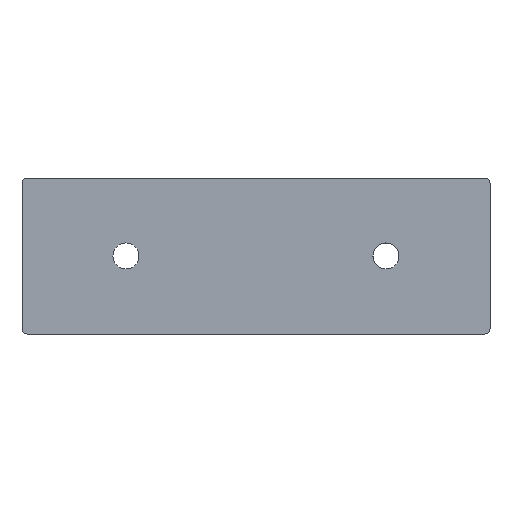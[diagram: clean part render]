
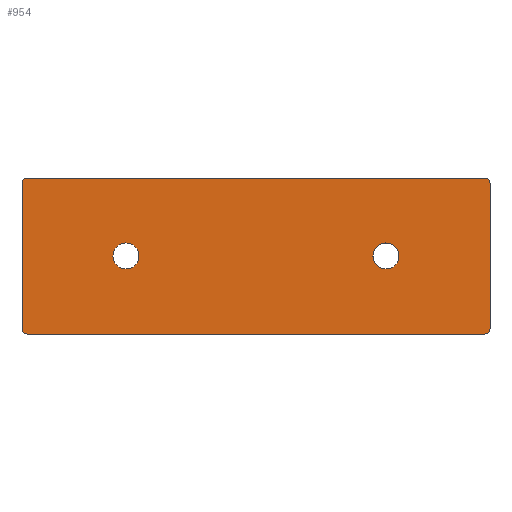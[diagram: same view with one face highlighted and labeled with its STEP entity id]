
A CAD part, left-side view. The second image highlights one B-rep face of the part: STEP entity #954.
In plain terms, the highlighted planar face has unit normal (-1, 0, 0).
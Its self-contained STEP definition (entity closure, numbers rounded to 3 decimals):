
#19=FACE_BOUND('',#169,.T.);
#20=FACE_BOUND('',#170,.T.);
#33=PLANE('',#1093);
#108=FACE_OUTER_BOUND('',#168,.T.);
#168=EDGE_LOOP('',(#841,#842,#843,#844,#845,#846,#847,#848));
#169=EDGE_LOOP('',(#849));
#170=EDGE_LOOP('',(#850));
#192=LINE('',#1552,#254);
#216=LINE('',#1628,#278);
#232=LINE('',#1788,#294);
#233=LINE('',#1790,#295);
#254=VECTOR('',#1213,10.);
#278=VECTOR('',#1289,10.);
#294=VECTOR('',#1403,10.);
#295=VECTOR('',#1406,10.);
#296=CIRCLE('',#971,1.);
#329=CIRCLE('',#1016,1.);
#340=CIRCLE('',#1045,1.);
#365=CIRCLE('',#1082,1.);
#368=CIRCLE('',#1087,2.5);
#370=CIRCLE('',#1091,2.5);
#371=VERTEX_POINT('',#1411);
#372=VERTEX_POINT('',#1412);
#405=VERTEX_POINT('',#1542);
#406=VERTEX_POINT('',#1543);
#408=VERTEX_POINT('',#1550);
#427=VERTEX_POINT('',#1627);
#428=VERTEX_POINT('',#1631);
#445=VERTEX_POINT('',#1729);
#449=VERTEX_POINT('',#1776);
#451=VERTEX_POINT('',#1784);
#452=EDGE_CURVE('',#371,#372,#296,.T.);
#501=EDGE_CURVE('',#405,#406,#329,.T.);
#506=EDGE_CURVE('',#371,#408,#192,.T.);
#541=EDGE_CURVE('',#406,#427,#216,.T.);
#543=EDGE_CURVE('',#428,#408,#340,.T.);
#576=EDGE_CURVE('',#427,#445,#365,.T.);
#583=EDGE_CURVE('',#449,#449,#368,.T.);
#587=EDGE_CURVE('',#451,#451,#370,.T.);
#589=EDGE_CURVE('',#445,#428,#232,.T.);
#590=EDGE_CURVE('',#405,#372,#233,.T.);
#841=ORIENTED_EDGE('',*,*,#452,.F.);
#842=ORIENTED_EDGE('',*,*,#506,.T.);
#843=ORIENTED_EDGE('',*,*,#543,.F.);
#844=ORIENTED_EDGE('',*,*,#589,.F.);
#845=ORIENTED_EDGE('',*,*,#576,.F.);
#846=ORIENTED_EDGE('',*,*,#541,.F.);
#847=ORIENTED_EDGE('',*,*,#501,.F.);
#848=ORIENTED_EDGE('',*,*,#590,.T.);
#849=ORIENTED_EDGE('',*,*,#587,.T.);
#850=ORIENTED_EDGE('',*,*,#583,.T.);
#954=ADVANCED_FACE('',(#108,#19,#20),#33,.T.);
#971=AXIS2_PLACEMENT_3D('',#1413,#1099,#1100);
#1016=AXIS2_PLACEMENT_3D('',#1544,#1205,#1206);
#1045=AXIS2_PLACEMENT_3D('',#1632,#1293,#1294);
#1082=AXIS2_PLACEMENT_3D('',#1730,#1375,#1376);
#1087=AXIS2_PLACEMENT_3D('',#1777,#1388,#1389);
#1091=AXIS2_PLACEMENT_3D('',#1785,#1398,#1399);
#1093=AXIS2_PLACEMENT_3D('',#1789,#1404,#1405);
#1099=DIRECTION('center_axis',(1.,0.,0.));
#1100=DIRECTION('ref_axis',(0.,-0.707,-0.707));
#1205=DIRECTION('center_axis',(1.,0.,0.));
#1206=DIRECTION('ref_axis',(0.,0.707,-0.707));
#1213=DIRECTION('',(0.,0.,1.));
#1289=DIRECTION('',(0.,0.,1.));
#1293=DIRECTION('center_axis',(1.,0.,0.));
#1294=DIRECTION('ref_axis',(0.,-0.707,0.707));
#1375=DIRECTION('center_axis',(1.,0.,0.));
#1376=DIRECTION('ref_axis',(0.,0.707,0.707));
#1388=DIRECTION('center_axis',(1.,0.,0.));
#1389=DIRECTION('ref_axis',(0.,0.,1.));
#1398=DIRECTION('center_axis',(1.,0.,0.));
#1399=DIRECTION('ref_axis',(0.,0.,1.));
#1403=DIRECTION('',(0.,-1.,0.));
#1404=DIRECTION('center_axis',(-1.,0.,0.));
#1405=DIRECTION('ref_axis',(0.,-1.,0.));
#1406=DIRECTION('',(0.,-1.,0.));
#1411=CARTESIAN_POINT('',(0.,0.,1.));
#1412=CARTESIAN_POINT('',(0.,1.,0.));
#1413=CARTESIAN_POINT('Origin',(0.,1.,1.));
#1542=CARTESIAN_POINT('',(0.,89.,0.));
#1543=CARTESIAN_POINT('',(0.,90.,1.));
#1544=CARTESIAN_POINT('Origin',(0.,89.,1.));
#1550=CARTESIAN_POINT('',(0.,0.,29.));
#1552=CARTESIAN_POINT('',(0.,0.,0.));
#1627=CARTESIAN_POINT('',(0.,90.,29.));
#1628=CARTESIAN_POINT('',(0.,90.,0.));
#1631=CARTESIAN_POINT('',(0.,1.,30.));
#1632=CARTESIAN_POINT('Origin',(0.,1.,29.));
#1729=CARTESIAN_POINT('',(0.,89.,30.));
#1730=CARTESIAN_POINT('Origin',(0.,89.,29.));
#1776=CARTESIAN_POINT('',(0.,20.,12.5));
#1777=CARTESIAN_POINT('Origin',(0.,20.,15.));
#1784=CARTESIAN_POINT('',(0.,70.,12.5));
#1785=CARTESIAN_POINT('Origin',(0.,70.,15.));
#1788=CARTESIAN_POINT('',(0.,90.,30.));
#1789=CARTESIAN_POINT('Origin',(0.,90.,0.));
#1790=CARTESIAN_POINT('',(0.,90.,0.));
